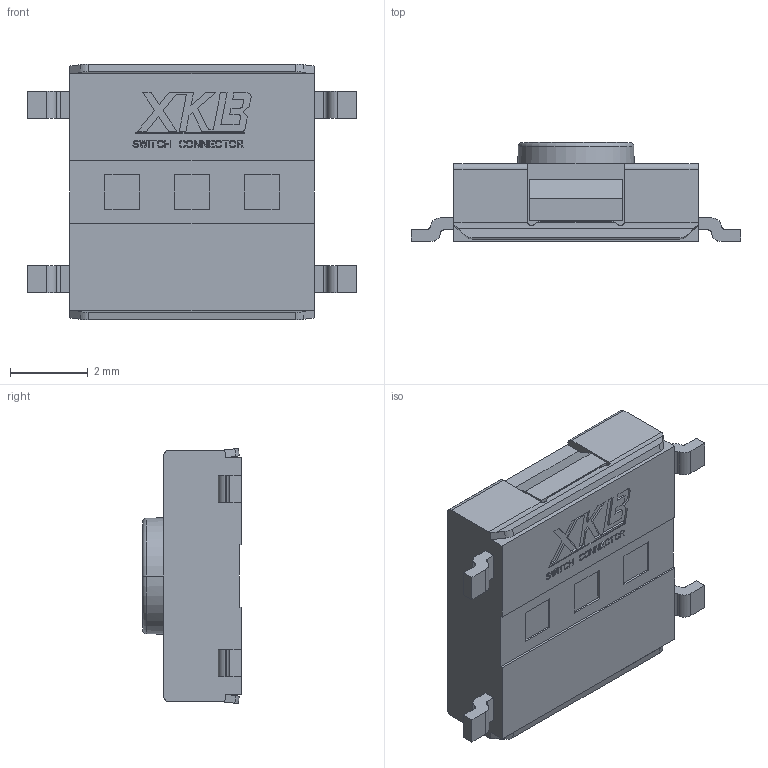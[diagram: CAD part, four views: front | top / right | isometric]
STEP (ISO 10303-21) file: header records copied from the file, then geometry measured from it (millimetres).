
FILE_DESCRIPTION(('STEP AP214'),'1');
FILE_NAME('ts-1157-b-a.stp','2019-12-16T13:27:54',('TraceParts'),('TraceParts S.A.'),'Spatial InterOp 3D',' ',' ');
FILE_SCHEMA(('AUTOMOTIVE_DESIGN { 1 0 10303 214 1 1 1 1 }'));
Length unit declared in the file: millimetre
Products named in the file (1): ts-1157-b-a
Bounding box: 8.5 x 2.55 x 6.6 mm (x, y, z)
Volume: 85.2 mm3; surface area: 161 mm2
Topology: 1 solids, 1 shells, 572 faces, 1616 edges, 1076 vertices
Faces by surface type: plane 526, cylinder 40, torus 4, cone 2
Entity records: 18259 total; most frequent: CARTESIAN_POINT 3329, ORIENTED_EDGE 3232, DIRECTION 2846, EDGE_CURVE 1616, LINE 1508, VECTOR 1508, VERTEX_POINT 1076, AXIS2_PLACEMENT_3D 669
